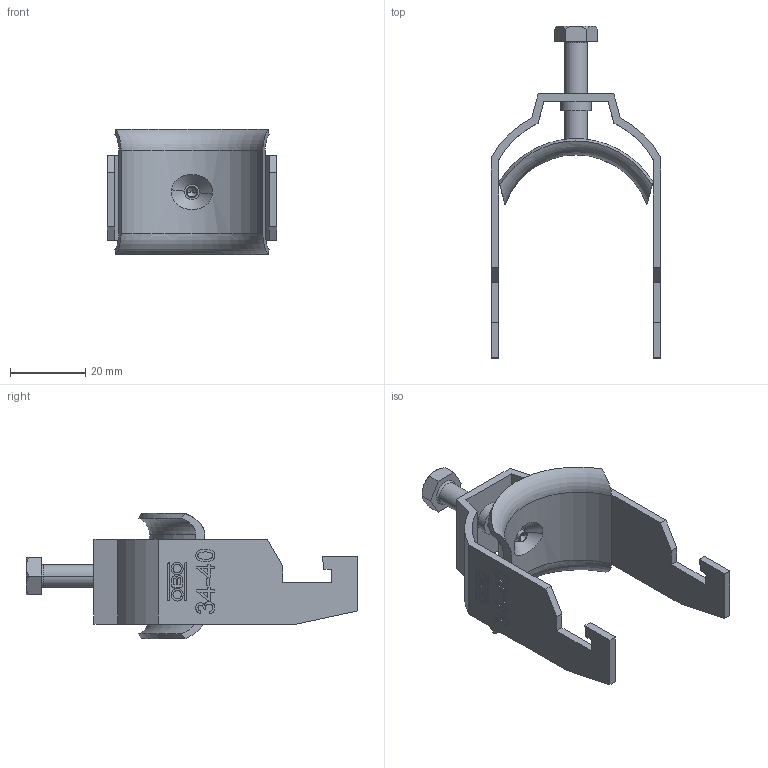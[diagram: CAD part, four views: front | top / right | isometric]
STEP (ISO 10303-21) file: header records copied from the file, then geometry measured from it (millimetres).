
FILE_DESCRIPTION (( 'STEP AP214' ), '1' );
FILE_NAME ('1186536.STEP', '2023-09-01T09:16:44', ( '' ), ( '' ), 'SwSTEP 2.0', 'SolidWorks 2022', '' );
FILE_SCHEMA (( 'AUTOMOTIVE_DESIGN' ));
Length unit declared in the file: millimetre
Products named in the file (4): 142951_M6 x 26; 1186536; 157111_1Fach; 141713_Standard
Assembly tree (3 placements, depth 2):
  1186536
    157111_1Fach
    142951_M6 x 26
    141713_Standard
Bounding box: 45 x 88 x 33.41 mm (x, y, z)
Volume: 10248.4 mm3; surface area: 12196 mm2
Topology: 3 solids, 3 shells, 235 faces, 610 edges, 404 vertices
Faces by surface type: plane 145, bspline 38, cylinder 34, cone 10, torus 8
Entity records: 11412 total; most frequent: CARTESIAN_POINT 5289, ORIENTED_EDGE 1212, DIRECTION 988, EDGE_CURVE 606, VERTEX_POINT 404, LINE 382, VECTOR 382, AXIS2_PLACEMENT_3D 303
